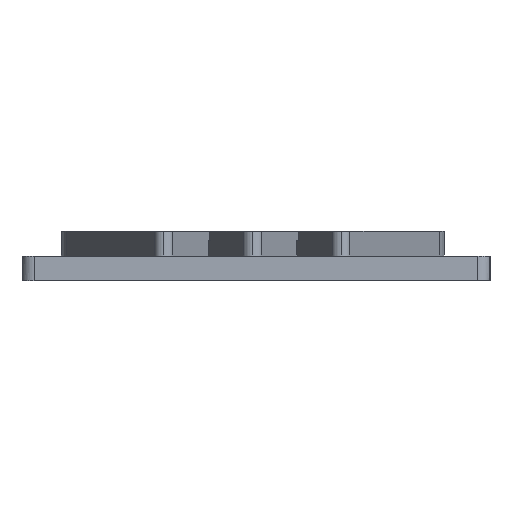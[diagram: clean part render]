
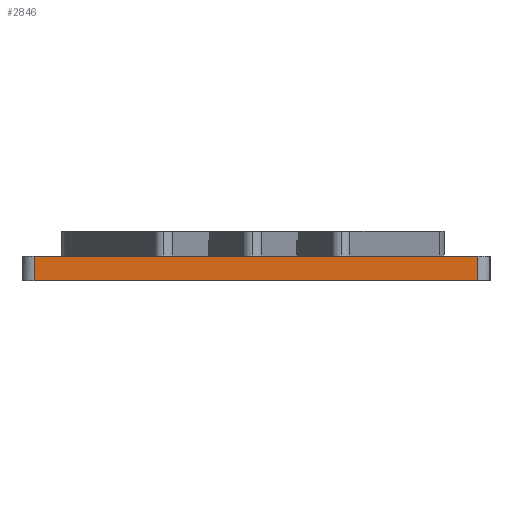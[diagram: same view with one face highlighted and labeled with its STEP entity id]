
A CAD part, left-side view. The second image highlights one B-rep face of the part: STEP entity #2846.
In plain terms, the highlighted free-form (B-spline) face has degree [1, 1] with [2, 2] control points.
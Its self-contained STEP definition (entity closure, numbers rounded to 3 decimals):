
#1145 = VERTEX_POINT('',#1146);
#1146 = CARTESIAN_POINT('',(0.,41.751,0.));
#1152 = EDGE_CURVE('',#1153,#1145,#1155,.T.);
#1153 = VERTEX_POINT('',#1154);
#1154 = CARTESIAN_POINT('',(0.,1.128,0.));
#1155 = B_SPLINE_CURVE_WITH_KNOTS('',1,(#1156,#1157),.UNSPECIFIED.,.F.,
  .F.,(2,2),(1.,37.),.PIECEWISE_BEZIER_KNOTS.);
#1156 = CARTESIAN_POINT('',(0.,1.128,0.));
#1157 = CARTESIAN_POINT('',(0.,41.751,0.));
#2846 = ADVANCED_FACE('',(#2847),#2869,.F.);
#2847 = FACE_BOUND('',#2848,.T.);
#2848 = EDGE_LOOP('',(#2849,#2850,#2857,#2864));
#2849 = ORIENTED_EDGE('',*,*,#1152,.T.);
#2850 = ORIENTED_EDGE('',*,*,#2851,.T.);
#2851 = EDGE_CURVE('',#1145,#2852,#2854,.T.);
#2852 = VERTEX_POINT('',#2853);
#2853 = CARTESIAN_POINT('',(0.,41.751,
    -2.257));
#2854 = B_SPLINE_CURVE_WITH_KNOTS('',1,(#2855,#2856),.UNSPECIFIED.,.F.,
  .F.,(2,2),(-2.,0.),.PIECEWISE_BEZIER_KNOTS.);
#2855 = CARTESIAN_POINT('',(0.,41.751,0.));
#2856 = CARTESIAN_POINT('',(0.,41.751,
    -2.257));
#2857 = ORIENTED_EDGE('',*,*,#2858,.F.);
#2858 = EDGE_CURVE('',#2859,#2852,#2861,.T.);
#2859 = VERTEX_POINT('',#2860);
#2860 = CARTESIAN_POINT('',(0.,1.128,
    -2.257));
#2861 = B_SPLINE_CURVE_WITH_KNOTS('',1,(#2862,#2863),.UNSPECIFIED.,.F.,
  .F.,(2,2),(1.,37.),.PIECEWISE_BEZIER_KNOTS.);
#2862 = CARTESIAN_POINT('',(0.,1.128,
    -2.257));
#2863 = CARTESIAN_POINT('',(0.,41.751,
    -2.257));
#2864 = ORIENTED_EDGE('',*,*,#2865,.T.);
#2865 = EDGE_CURVE('',#2859,#1153,#2866,.T.);
#2866 = B_SPLINE_CURVE_WITH_KNOTS('',1,(#2867,#2868),.UNSPECIFIED.,.F.,
  .F.,(2,2),(0.,2.),.PIECEWISE_BEZIER_KNOTS.);
#2867 = CARTESIAN_POINT('',(0.,1.128,
    -2.257));
#2868 = CARTESIAN_POINT('',(0.,1.128,0.));
#2869 = B_SPLINE_SURFACE_WITH_KNOTS('',1,1,(
    (#2870,#2871)
    ,(#2872,#2873
    )),.UNSPECIFIED.,.F.,.F.,.F.,(2,2),(2,2),(1.,37.),(0.,2.),
  .PIECEWISE_BEZIER_KNOTS.);
#2870 = CARTESIAN_POINT('',(0.,1.128,
    -2.257));
#2871 = CARTESIAN_POINT('',(0.,1.128,0.));
#2872 = CARTESIAN_POINT('',(0.,41.751,
    -2.257));
#2873 = CARTESIAN_POINT('',(0.,41.751,0.));
